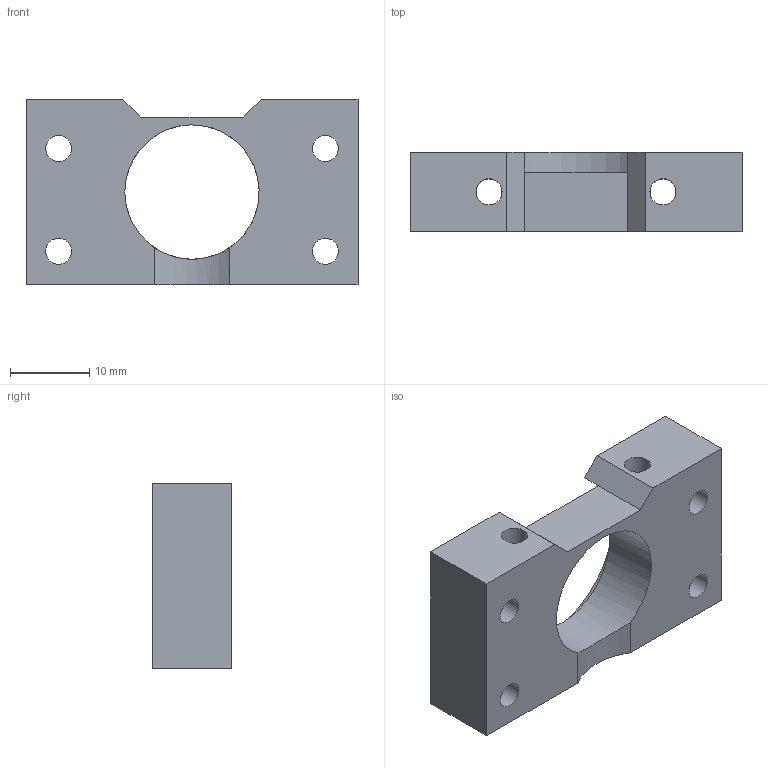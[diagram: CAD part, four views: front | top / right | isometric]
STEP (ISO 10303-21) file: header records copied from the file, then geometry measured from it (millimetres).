
FILE_DESCRIPTION(/* description */ (''),/* implementation_level */ '2;1');
FILE_NAME(/* name */ 'y_motor_lock_bottom3.step',/* time_stamp */ '2022-08-09T00:17:23+08:00',/* author */ ('user'),/* organization */ (''),/* preprocessor_version */ 'ST-DEVELOPER v19',/* originating_system */ 'Autodesk Inventor 2023',/* authorisation */ '');
FILE_SCHEMA (('AUTOMOTIVE_DESIGN { 1 0 10303 214 3 1 1 }'));
Length unit declared in the file: millimetre
Products named in the file (1): y_motor_lock_top2
Bounding box: 42 x 10 x 23.5 mm (x, y, z)
Volume: 5737.5 mm3; surface area: 4213.4 mm2
Topology: 1 solids, 1 shells, 28 faces, 68 edges, 45 vertices
Faces by surface type: plane 15, cylinder 13
Full cylindrical faces by diameter (mm): 3.3 x6, 6 x4, 17 x1
Entity records: 912 total; most frequent: CARTESIAN_POINT 155, DIRECTION 151, ORIENTED_EDGE 136, EDGE_CURVE 68, AXIS2_PLACEMENT_3D 55, EDGE_LOOP 45, VERTEX_POINT 45, LINE 41
